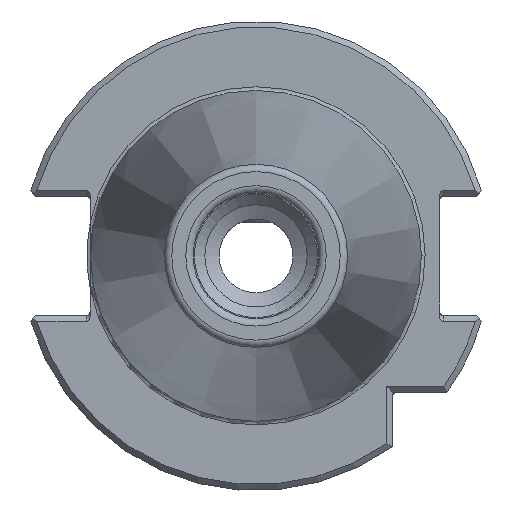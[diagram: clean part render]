
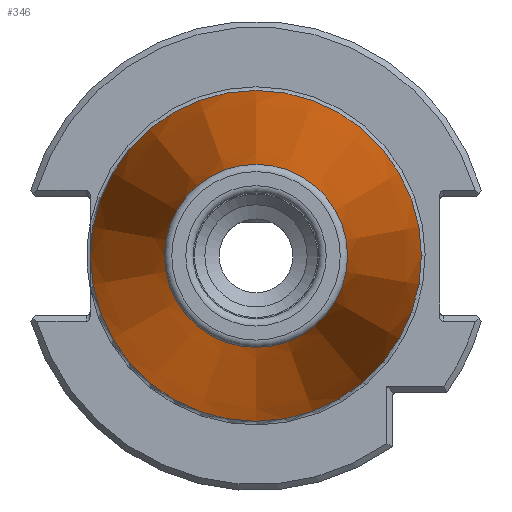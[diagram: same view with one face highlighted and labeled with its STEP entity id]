
A CAD part, left-side view. The second image highlights one B-rep face of the part: STEP entity #346.
In plain terms, the highlighted conical face has half-angle 8.297 degrees and reference radius 22.395 mm.
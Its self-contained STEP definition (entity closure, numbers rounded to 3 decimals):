
#346 = ADVANCED_FACE( '', ( #742, #743 ), #744, .T. );
#742 = FACE_BOUND( '', #1174, .T. );
#743 = FACE_OUTER_BOUND( '', #1175, .T. );
#744 = CONICAL_SURFACE( '', #1176, 22.395, 0.145 );
#1174 = EDGE_LOOP( '', ( #2074 ) );
#1175 = EDGE_LOOP( '', ( #2075 ) );
#1176 = AXIS2_PLACEMENT_3D( '', #2076, #2077, #2078 );
#2074 = ORIENTED_EDGE( '', *, *, #2567, .F. );
#2075 = ORIENTED_EDGE( '', *, *, #2573, .T. );
#2076 = CARTESIAN_POINT( '', ( 1.163, 0., 0. ) );
#2077 = DIRECTION( '', ( 1., 0., 0. ) );
#2078 = DIRECTION( '', ( 0., 0., -1. ) );
#2567 = EDGE_CURVE( '', #3108, #3108, #3109, .T. );
#2573 = EDGE_CURVE( '', #3117, #3117, #3118, .T. );
#3108 = VERTEX_POINT( '', #3882 );
#3109 = CIRCLE( '', #3883, 12.397 );
#3117 = VERTEX_POINT( '', #3892 );
#3118 = CIRCLE( '', #3893, 22.395 );
#3882 = CARTESIAN_POINT( '', ( -67.394, 0., 12.397 ) );
#3883 = AXIS2_PLACEMENT_3D( '', #4707, #4708, #4709 );
#3892 = CARTESIAN_POINT( '', ( 1.163, 0., 22.395 ) );
#3893 = AXIS2_PLACEMENT_3D( '', #4717, #4718, #4719 );
#4707 = CARTESIAN_POINT( '', ( -67.394, 0., 0. ) );
#4708 = DIRECTION( '', ( -1., 0., 0. ) );
#4709 = DIRECTION( '', ( 0., 0., 1. ) );
#4717 = CARTESIAN_POINT( '', ( 1.163, 0., 0. ) );
#4718 = DIRECTION( '', ( -1., 0., 0. ) );
#4719 = DIRECTION( '', ( 0., 0., 1. ) );
